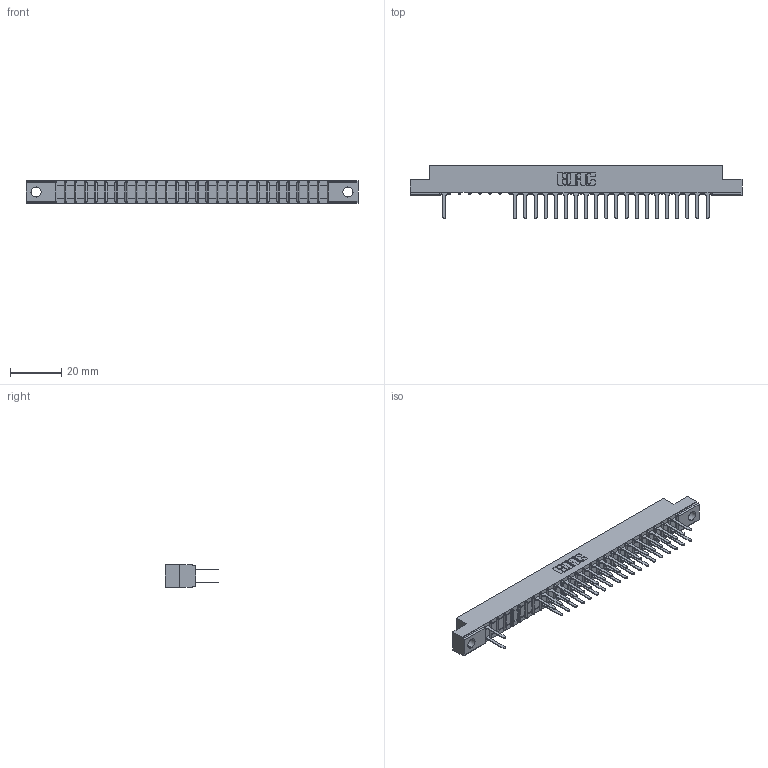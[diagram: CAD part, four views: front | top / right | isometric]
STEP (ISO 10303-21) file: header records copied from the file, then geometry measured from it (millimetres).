
FILE_DESCRIPTION (( 'STEP AP203' ), '1' );
FILE_NAME ('307-054-522-204.STEP', '2018-08-06T05:51:48', ( '' ), ( '' ), 'SwSTEP 2.0', 'SolidWorks 2016', '' );
FILE_SCHEMA (( 'CONFIG_CONTROL_DESIGN' ));
Length unit declared in the file: inch
Products named in the file (3): 307 Part_.156 Dia Mounting Holes; 307-290-001_522; 307-054-522-204
Assembly tree (42 placements, depth 2):
  307-054-522-204
    307 Part_.156 Dia Mounting Holes
    307-290-001_522  x41
Bounding box: 130 x 21.11 x 8.71 mm (x, y, z)
Volume: 8316.7 mm3; surface area: 14306.8 mm2
Topology: 42 solids, 42 shells, 2176 faces, 6105 edges, 3938 vertices
Faces by surface type: plane 1433, cylinder 687, sphere 56
Entity records: 25830 total; most frequent: CARTESIAN_POINT 4288, ORIENTED_EDGE 4258, DIRECTION 4185, EDGE_CURVE 2129, LINE 1635, VECTOR 1635, VERTEX_POINT 1378, AXIS2_PLACEMENT_3D 1275
